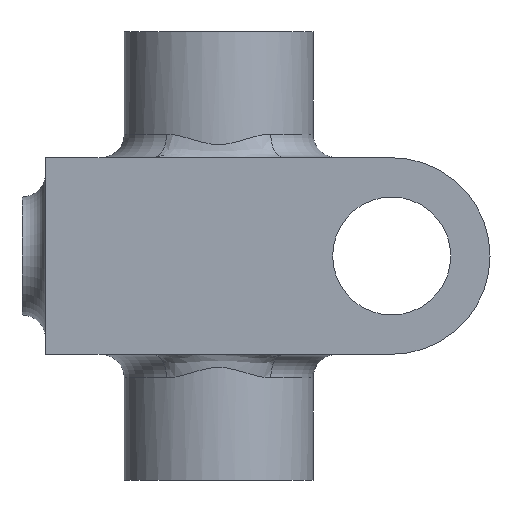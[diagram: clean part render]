
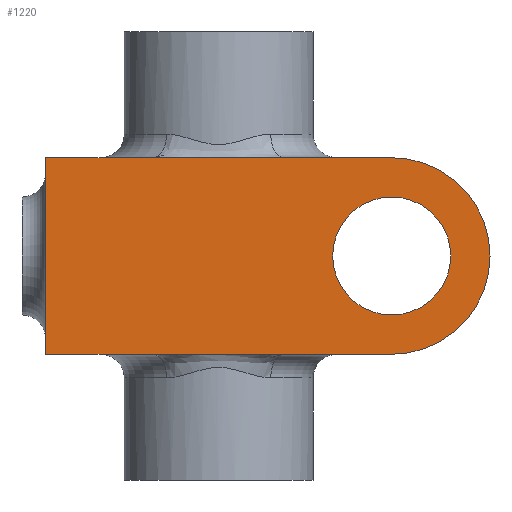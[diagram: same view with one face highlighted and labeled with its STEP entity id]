
A CAD part, front view. The second image highlights one B-rep face of the part: STEP entity #1220.
In plain terms, the highlighted planar face has unit normal (0, -1, 0).
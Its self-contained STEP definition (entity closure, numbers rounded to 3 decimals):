
#6 = ORIENTED_EDGE ( 'NONE', *, *, #223, .F. ) ;
#25 = LINE ( 'NONE', #879, #199 ) ;
#51 = CARTESIAN_POINT ( 'NONE',  ( 30.292, -12.5, 0. ) ) ;
#82 = CARTESIAN_POINT ( 'NONE',  ( 13.708, -12.5, 0. ) ) ;
#102 = EDGE_CURVE ( 'NONE', #1352, #504, #832, .T. ) ;
#105 = DIRECTION ( 'NONE',  ( 1., 0., 0. ) ) ;
#123 = CARTESIAN_POINT ( 'NONE',  ( 44., -12.5, -5. ) ) ;
#134 = CARTESIAN_POINT ( 'NONE',  ( 44., -12.5, 0. ) ) ;
#140 = DIRECTION ( 'NONE',  ( 1., 0., 0. ) ) ;
#166 = EDGE_CURVE ( 'NONE', #905, #1199, #522, .T. ) ;
#170 = CARTESIAN_POINT ( 'NONE',  ( 44., -12.5, -12.5 ) ) ;
#174 = VECTOR ( 'NONE', #1177, 1000. ) ;
#196 = DIRECTION ( 'NONE',  ( 1., 0., 0. ) ) ;
#199 = VECTOR ( 'NONE', #621, 1000. ) ;
#203 = VERTEX_POINT ( 'NONE', #744 ) ;
#223 = EDGE_CURVE ( 'NONE', #203, #1352, #25, .T. ) ;
#240 = CARTESIAN_POINT ( 'NONE',  ( 0., -12.5, -25. ) ) ;
#258 = FACE_OUTER_BOUND ( 'NONE', #467, .T. ) ;
#261 = ORIENTED_EDGE ( 'NONE', *, *, #1416, .F. ) ;
#265 = EDGE_CURVE ( 'NONE', #504, #539, #534, .T. ) ;
#285 = CARTESIAN_POINT ( 'NONE',  ( 0., -12.5, 0. ) ) ;
#312 = ORIENTED_EDGE ( 'NONE', *, *, #166, .F. ) ;
#332 = ORIENTED_EDGE ( 'NONE', *, *, #1354, .T. ) ;
#370 = CARTESIAN_POINT ( 'NONE',  ( 0., -12.5, -25. ) ) ;
#392 = VERTEX_POINT ( 'NONE', #123 ) ;
#397 = DIRECTION ( 'NONE',  ( 0., 1., 0. ) ) ;
#414 = ORIENTED_EDGE ( 'NONE', *, *, #102, .F. ) ;
#427 = CARTESIAN_POINT ( 'NONE',  ( 30.292, -12.5, -25. ) ) ;
#455 = CIRCLE ( 'NONE', #628, 7.5 ) ;
#467 = EDGE_LOOP ( 'NONE', ( #414, #6, #691, #261, #492, #312, #487, #1167 ) ) ;
#487 = ORIENTED_EDGE ( 'NONE', *, *, #604, .F. ) ;
#492 = ORIENTED_EDGE ( 'NONE', *, *, #945, .F. ) ;
#500 = PLANE ( 'NONE',  #1462 ) ;
#504 = VERTEX_POINT ( 'NONE', #285 ) ;
#518 = CARTESIAN_POINT ( 'NONE',  ( 44., -12.5, -12.5 ) ) ;
#522 = LINE ( 'NONE', #975, #1283 ) ;
#527 = AXIS2_PLACEMENT_3D ( 'NONE', #170, #397, #872 ) ;
#534 = LINE ( 'NONE', #776, #1408 ) ;
#539 = VERTEX_POINT ( 'NONE', #82 ) ;
#587 = VERTEX_POINT ( 'NONE', #1022 ) ;
#588 = CARTESIAN_POINT ( 'NONE',  ( 44., -12.5, -20. ) ) ;
#595 = LINE ( 'NONE', #370, #1237 ) ;
#604 = EDGE_CURVE ( 'NONE', #539, #905, #1276, .T. ) ;
#608 = CARTESIAN_POINT ( 'NONE',  ( 44., -12.5, -12.5 ) ) ;
#615 = CARTESIAN_POINT ( 'NONE',  ( 44., -12.5, -12.5 ) ) ;
#621 = DIRECTION ( 'NONE',  ( -1., 0., 0. ) ) ;
#628 = AXIS2_PLACEMENT_3D ( 'NONE', #608, #1349, #881 ) ;
#631 = CARTESIAN_POINT ( 'NONE',  ( 0., -12.5, -25. ) ) ;
#644 = DIRECTION ( 'NONE',  ( 0., 1., 0. ) ) ;
#683 = CARTESIAN_POINT ( 'NONE',  ( 0., -12.5, 0. ) ) ;
#691 = ORIENTED_EDGE ( 'NONE', *, *, #1206, .F. ) ;
#714 = CARTESIAN_POINT ( 'NONE',  ( 0., -12.5, 0. ) ) ;
#741 = EDGE_LOOP ( 'NONE', ( #332, #1464 ) ) ;
#744 = CARTESIAN_POINT ( 'NONE',  ( 13.708, -12.5, -25. ) ) ;
#749 = VERTEX_POINT ( 'NONE', #588 ) ;
#776 = CARTESIAN_POINT ( 'NONE',  ( 0., -12.5, 0. ) ) ;
#832 = LINE ( 'NONE', #714, #174 ) ;
#847 = DIRECTION ( 'NONE',  ( -1., 0., 0. ) ) ;
#871 = EDGE_CURVE ( 'NONE', #392, #749, #873, .T. ) ;
#872 = DIRECTION ( 'NONE',  ( 0., 0., 1. ) ) ;
#873 = CIRCLE ( 'NONE', #527, 7.5 ) ;
#879 = CARTESIAN_POINT ( 'NONE',  ( 0., -12.5, -25. ) ) ;
#881 = DIRECTION ( 'NONE',  ( 0., 0., 1. ) ) ;
#903 = LINE ( 'NONE', #240, #1488 ) ;
#905 = VERTEX_POINT ( 'NONE', #51 ) ;
#909 = DIRECTION ( 'NONE',  ( -1., 0., 0. ) ) ;
#938 = DIRECTION ( 'NONE',  ( 0., 0., 1. ) ) ;
#945 = EDGE_CURVE ( 'NONE', #1199, #587, #1461, .T. ) ;
#975 = CARTESIAN_POINT ( 'NONE',  ( 0., -12.5, 0. ) ) ;
#1015 = VECTOR ( 'NONE', #105, 1000. ) ;
#1022 = CARTESIAN_POINT ( 'NONE',  ( 44., -12.5, -25. ) ) ;
#1083 = DIRECTION ( 'NONE',  ( 0., 1., 0. ) ) ;
#1108 = DIRECTION ( 'NONE',  ( 0., 0., 1. ) ) ;
#1167 = ORIENTED_EDGE ( 'NONE', *, *, #265, .F. ) ;
#1177 = DIRECTION ( 'NONE',  ( 0., 0., 1. ) ) ;
#1199 = VERTEX_POINT ( 'NONE', #134 ) ;
#1204 = FACE_BOUND ( 'NONE', #741, .T. ) ;
#1206 = EDGE_CURVE ( 'NONE', #1379, #203, #595, .T. ) ;
#1220 = ADVANCED_FACE ( 'NONE', ( #258, #1204 ), #500, .F. ) ;
#1237 = VECTOR ( 'NONE', #847, 1000. ) ;
#1276 = LINE ( 'NONE', #683, #1015 ) ;
#1283 = VECTOR ( 'NONE', #140, 1000. ) ;
#1312 = AXIS2_PLACEMENT_3D ( 'NONE', #518, #644, #1108 ) ;
#1349 = DIRECTION ( 'NONE',  ( 0., 1., 0. ) ) ;
#1352 = VERTEX_POINT ( 'NONE', #631 ) ;
#1354 = EDGE_CURVE ( 'NONE', #749, #392, #455, .T. ) ;
#1379 = VERTEX_POINT ( 'NONE', #427 ) ;
#1408 = VECTOR ( 'NONE', #196, 1000. ) ;
#1416 = EDGE_CURVE ( 'NONE', #587, #1379, #903, .T. ) ;
#1461 = CIRCLE ( 'NONE', #1312, 12.5 ) ;
#1462 = AXIS2_PLACEMENT_3D ( 'NONE', #615, #1083, #938 ) ;
#1464 = ORIENTED_EDGE ( 'NONE', *, *, #871, .T. ) ;
#1488 = VECTOR ( 'NONE', #909, 1000. ) ;
